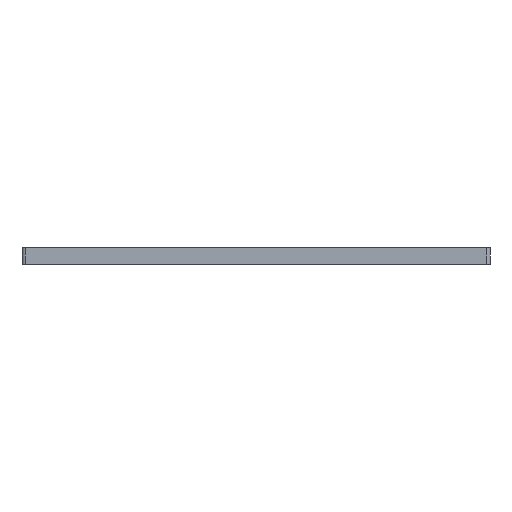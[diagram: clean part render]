
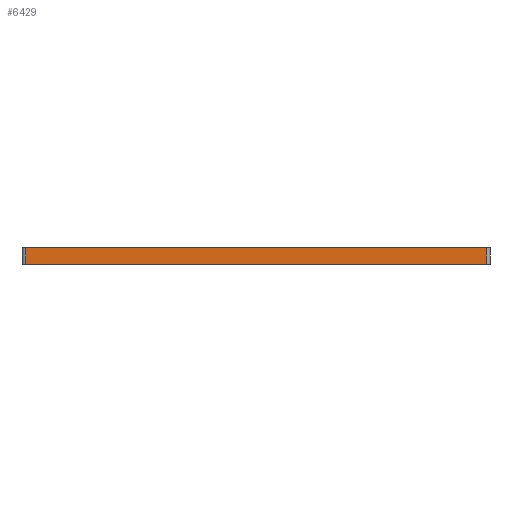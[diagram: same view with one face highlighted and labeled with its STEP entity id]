
A CAD part, front view. The second image highlights one B-rep face of the part: STEP entity #6429.
In plain terms, the highlighted planar face has unit normal (0, -1, 0).
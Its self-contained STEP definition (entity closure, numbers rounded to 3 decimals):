
#73 = PLANE('',#74);
#74 = AXIS2_PLACEMENT_3D('',#75,#76,#77);
#75 = CARTESIAN_POINT('',(35.39,64.2,-2.5));
#76 = DIRECTION('',(0.,0.,1.));
#77 = DIRECTION('',(1.,0.,0.));
#132 = PLANE('',#133);
#133 = AXIS2_PLACEMENT_3D('',#134,#135,#136);
#134 = CARTESIAN_POINT('',(35.39,64.2,0.));
#135 = DIRECTION('',(0.,0.,1.));
#136 = DIRECTION('',(1.,0.,0.));
#267 = CYLINDRICAL_SURFACE('',#268,0.5);
#268 = AXIS2_PLACEMENT_3D('',#269,#270,#271);
#269 = CARTESIAN_POINT('',(70.28,0.5,0.));
#270 = DIRECTION('',(0.,0.,1.));
#271 = DIRECTION('',(1.,0.,0.));
#362 = VERTEX_POINT('',#363);
#363 = CARTESIAN_POINT('',(0.5,0.,0.));
#382 = CYLINDRICAL_SURFACE('',#383,0.5);
#383 = AXIS2_PLACEMENT_3D('',#384,#385,#386);
#384 = CARTESIAN_POINT('',(0.5,0.5,0.));
#385 = DIRECTION('',(0.,0.,1.));
#386 = DIRECTION('',(1.,0.,0.));
#394 = EDGE_CURVE('',#395,#362,#397,.T.);
#395 = VERTEX_POINT('',#396);
#396 = CARTESIAN_POINT('',(70.28,0.,0.));
#397 = SURFACE_CURVE('',#398,(#402,#409),.PCURVE_S1.);
#398 = LINE('',#399,#400);
#399 = CARTESIAN_POINT('',(70.28,0.,0.));
#400 = VECTOR('',#401,1.);
#401 = DIRECTION('',(-1.,0.,0.));
#402 = PCURVE('',#132,#403);
#403 = DEFINITIONAL_REPRESENTATION('',(#404),#408);
#404 = LINE('',#405,#406);
#405 = CARTESIAN_POINT('',(34.89,-64.2));
#406 = VECTOR('',#407,1.);
#407 = DIRECTION('',(-1.,0.));
#408 = ( GEOMETRIC_REPRESENTATION_CONTEXT(2) 
PARAMETRIC_REPRESENTATION_CONTEXT() REPRESENTATION_CONTEXT('2D SPACE',''
  ) );
#409 = PCURVE('',#410,#415);
#410 = PLANE('',#411);
#411 = AXIS2_PLACEMENT_3D('',#412,#413,#414);
#412 = CARTESIAN_POINT('',(70.28,0.,0.));
#413 = DIRECTION('',(0.,1.,0.));
#414 = DIRECTION('',(-1.,0.,0.));
#415 = DEFINITIONAL_REPRESENTATION('',(#416),#420);
#416 = LINE('',#417,#418);
#417 = CARTESIAN_POINT('',(0.,0.));
#418 = VECTOR('',#419,1.);
#419 = DIRECTION('',(1.,0.));
#420 = ( GEOMETRIC_REPRESENTATION_CONTEXT(2) 
PARAMETRIC_REPRESENTATION_CONTEXT() REPRESENTATION_CONTEXT('2D SPACE',''
  ) );
#3644 = VERTEX_POINT('',#3645);
#3645 = CARTESIAN_POINT('',(0.5,0.,-2.5));
#3671 = EDGE_CURVE('',#3672,#3644,#3674,.T.);
#3672 = VERTEX_POINT('',#3673);
#3673 = CARTESIAN_POINT('',(70.28,0.,-2.5));
#3674 = SURFACE_CURVE('',#3675,(#3679,#3686),.PCURVE_S1.);
#3675 = LINE('',#3676,#3677);
#3676 = CARTESIAN_POINT('',(70.28,0.,-2.5));
#3677 = VECTOR('',#3678,1.);
#3678 = DIRECTION('',(-1.,0.,0.));
#3679 = PCURVE('',#73,#3680);
#3680 = DEFINITIONAL_REPRESENTATION('',(#3681),#3685);
#3681 = LINE('',#3682,#3683);
#3682 = CARTESIAN_POINT('',(34.89,-64.2));
#3683 = VECTOR('',#3684,1.);
#3684 = DIRECTION('',(-1.,0.));
#3685 = ( GEOMETRIC_REPRESENTATION_CONTEXT(2) 
PARAMETRIC_REPRESENTATION_CONTEXT() REPRESENTATION_CONTEXT('2D SPACE',''
  ) );
#3686 = PCURVE('',#410,#3687);
#3687 = DEFINITIONAL_REPRESENTATION('',(#3688),#3692);
#3688 = LINE('',#3689,#3690);
#3689 = CARTESIAN_POINT('',(0.,-2.5));
#3690 = VECTOR('',#3691,1.);
#3691 = DIRECTION('',(1.,0.));
#3692 = ( GEOMETRIC_REPRESENTATION_CONTEXT(2) 
PARAMETRIC_REPRESENTATION_CONTEXT() REPRESENTATION_CONTEXT('2D SPACE',''
  ) );
#6381 = EDGE_CURVE('',#395,#3672,#6382,.T.);
#6382 = SURFACE_CURVE('',#6383,(#6387,#6394),.PCURVE_S1.);
#6383 = LINE('',#6384,#6385);
#6384 = CARTESIAN_POINT('',(70.28,0.,0.));
#6385 = VECTOR('',#6386,1.);
#6386 = DIRECTION('',(0.,0.,-1.));
#6387 = PCURVE('',#267,#6388);
#6388 = DEFINITIONAL_REPRESENTATION('',(#6389),#6393);
#6389 = LINE('',#6390,#6391);
#6390 = CARTESIAN_POINT('',(-1.571,0.));
#6391 = VECTOR('',#6392,1.);
#6392 = DIRECTION('',(0.,-1.));
#6393 = ( GEOMETRIC_REPRESENTATION_CONTEXT(2) 
PARAMETRIC_REPRESENTATION_CONTEXT() REPRESENTATION_CONTEXT('2D SPACE',''
  ) );
#6394 = PCURVE('',#410,#6395);
#6395 = DEFINITIONAL_REPRESENTATION('',(#6396),#6400);
#6396 = LINE('',#6397,#6398);
#6397 = CARTESIAN_POINT('',(0.,0.));
#6398 = VECTOR('',#6399,1.);
#6399 = DIRECTION('',(0.,-1.));
#6400 = ( GEOMETRIC_REPRESENTATION_CONTEXT(2) 
PARAMETRIC_REPRESENTATION_CONTEXT() REPRESENTATION_CONTEXT('2D SPACE',''
  ) );
#6429 = ADVANCED_FACE('',(#6430),#410,.F.);
#6430 = FACE_BOUND('',#6431,.F.);
#6431 = EDGE_LOOP('',(#6432,#6433,#6434,#6455));
#6432 = ORIENTED_EDGE('',*,*,#6381,.T.);
#6433 = ORIENTED_EDGE('',*,*,#3671,.T.);
#6434 = ORIENTED_EDGE('',*,*,#6435,.F.);
#6435 = EDGE_CURVE('',#362,#3644,#6436,.T.);
#6436 = SURFACE_CURVE('',#6437,(#6441,#6448),.PCURVE_S1.);
#6437 = LINE('',#6438,#6439);
#6438 = CARTESIAN_POINT('',(0.5,0.,0.));
#6439 = VECTOR('',#6440,1.);
#6440 = DIRECTION('',(0.,0.,-1.));
#6441 = PCURVE('',#410,#6442);
#6442 = DEFINITIONAL_REPRESENTATION('',(#6443),#6447);
#6443 = LINE('',#6444,#6445);
#6444 = CARTESIAN_POINT('',(69.78,0.));
#6445 = VECTOR('',#6446,1.);
#6446 = DIRECTION('',(0.,-1.));
#6447 = ( GEOMETRIC_REPRESENTATION_CONTEXT(2) 
PARAMETRIC_REPRESENTATION_CONTEXT() REPRESENTATION_CONTEXT('2D SPACE',''
  ) );
#6448 = PCURVE('',#382,#6449);
#6449 = DEFINITIONAL_REPRESENTATION('',(#6450),#6454);
#6450 = LINE('',#6451,#6452);
#6451 = CARTESIAN_POINT('',(-1.571,0.));
#6452 = VECTOR('',#6453,1.);
#6453 = DIRECTION('',(0.,-1.));
#6454 = ( GEOMETRIC_REPRESENTATION_CONTEXT(2) 
PARAMETRIC_REPRESENTATION_CONTEXT() REPRESENTATION_CONTEXT('2D SPACE',''
  ) );
#6455 = ORIENTED_EDGE('',*,*,#394,.F.);
